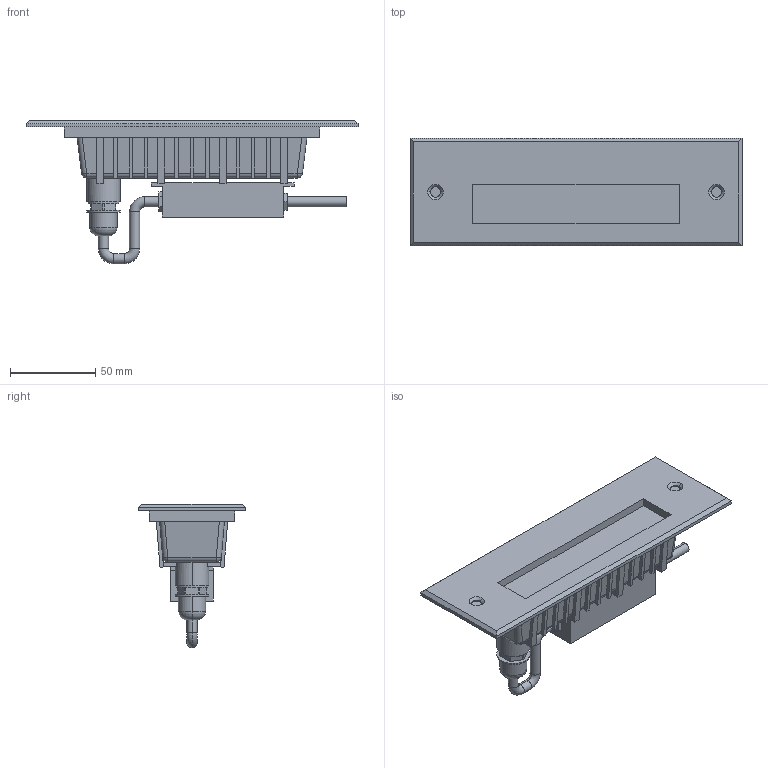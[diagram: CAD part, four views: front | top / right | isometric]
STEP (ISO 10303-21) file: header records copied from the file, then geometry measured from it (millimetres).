
FILE_DESCRIPTION (( 'STEP AP214' ), '1' );
FILE_NAME ('DECA LED 4 3000K.STEP', '2018-07-23T06:04:38', ( 'usr' ), ( '' ), 'SwSTEP 2.0', 'SolidWorks 2013', '' );
FILE_SCHEMA (( 'AUTOMOTIVE_DESIGN' ));
Length unit declared in the file: millimetre
Products named in the file (1): DECA LED 4 3000K
Bounding box: 195 x 63 x 84.39 mm (x, y, z)
Volume: 245060.2 mm3; surface area: 53498.5 mm2
Topology: 10 solids, 10 shells, 329 faces, 772 edges, 470 vertices
Faces by surface type: plane 283, cylinder 30, torus 8, cone 4, sphere 4
Entity records: 9233 total; most frequent: CARTESIAN_POINT 1584, ORIENTED_EDGE 1544, DIRECTION 1500, EDGE_CURVE 772, VECTOR 696, LINE 696, VERTEX_POINT 470, AXIS2_PLACEMENT_3D 402
